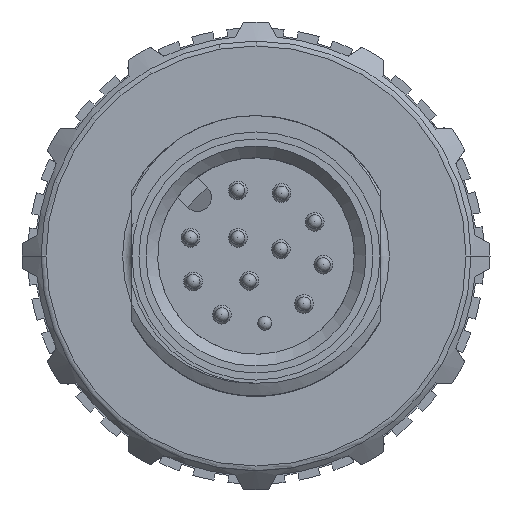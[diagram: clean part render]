
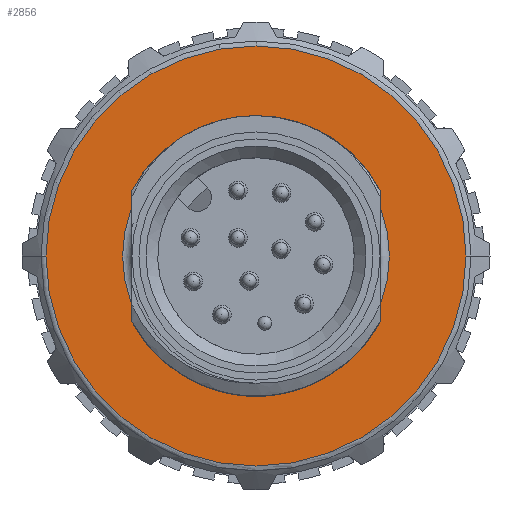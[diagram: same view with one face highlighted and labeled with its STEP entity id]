
A CAD part, left-side view. The second image highlights one B-rep face of the part: STEP entity #2856.
In plain terms, the highlighted planar face has unit normal (-1, 0, 0).
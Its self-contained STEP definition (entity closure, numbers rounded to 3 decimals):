
#224=PLANE('',#10843);
#2856=ADVANCED_FACE('',(#3541,#3542),#224,.F.);
#3541=FACE_BOUND('',#3779,.T.);
#3542=FACE_BOUND('',#3780,.T.);
#3779=EDGE_LOOP('',(#5118,#5119));
#3780=EDGE_LOOP('',(#5120,#5121));
#5118=ORIENTED_EDGE('',*,*,#9111,.T.);
#5119=ORIENTED_EDGE('',*,*,#9112,.T.);
#5120=ORIENTED_EDGE('',*,*,#9110,.F.);
#5121=ORIENTED_EDGE('',*,*,#9113,.T.);
#7910=VERTEX_POINT('',#20409);
#7911=VERTEX_POINT('',#20411);
#7912=VERTEX_POINT('',#20415);
#7913=VERTEX_POINT('',#20416);
#9110=EDGE_CURVE('',#7911,#7910,#10237,.T.);
#9111=EDGE_CURVE('',#7912,#7913,#10238,.T.);
#9112=EDGE_CURVE('',#7913,#7912,#10239,.T.);
#9113=EDGE_CURVE('',#7911,#7910,#10240,.T.);
#10237=CIRCLE('',#10838,5.7);
#10238=CIRCLE('',#10840,8.976);
#10239=CIRCLE('',#10841,8.976);
#10240=CIRCLE('',#10842,5.7);
#10838=AXIS2_PLACEMENT_3D('',#20412,#12288,#12289);
#10840=AXIS2_PLACEMENT_3D('',#20414,#12292,#12293);
#10841=AXIS2_PLACEMENT_3D('',#20417,#12294,#12295);
#10842=AXIS2_PLACEMENT_3D('',#20418,#12296,#12297);
#10843=AXIS2_PLACEMENT_3D('',#20419,#12298,#12299);
#12288=DIRECTION('',(-1.,0.,0.));
#12289=DIRECTION('',(0.,0.,-1.));
#12292=DIRECTION('',(-1.,0.,0.));
#12293=DIRECTION('',(0.,-1.,-0.005));
#12294=DIRECTION('',(-1.,0.,0.));
#12295=DIRECTION('',(0.,1.,0.005));
#12296=DIRECTION('',(1.,0.,0.));
#12297=DIRECTION('',(0.,0.,-1.));
#12298=DIRECTION('',(1.,0.,0.));
#12299=DIRECTION('',(0.,0.,-1.));
#20409=CARTESIAN_POINT('',(10.2,0.,-5.7));
#20411=CARTESIAN_POINT('',(10.2,0.,5.7));
#20412=CARTESIAN_POINT('',(10.2,0.,0.));
#20414=CARTESIAN_POINT('',(10.2,0.,0.));
#20415=CARTESIAN_POINT('',(10.2,8.976,0.));
#20416=CARTESIAN_POINT('',(10.2,-8.976,0.));
#20417=CARTESIAN_POINT('',(10.2,0.,0.));
#20418=CARTESIAN_POINT('',(10.2,0.,0.));
#20419=CARTESIAN_POINT('',(10.2,-10.,0.));
